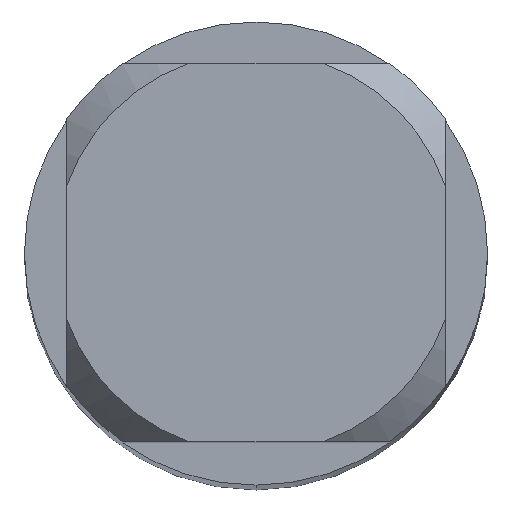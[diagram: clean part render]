
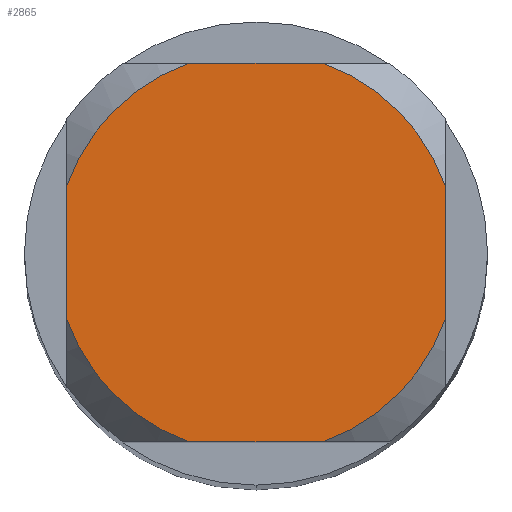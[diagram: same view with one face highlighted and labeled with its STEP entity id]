
A CAD part, top view. The second image highlights one B-rep face of the part: STEP entity #2865.
In plain terms, the highlighted planar face has unit normal (0, 0, 1).
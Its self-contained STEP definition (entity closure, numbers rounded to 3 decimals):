
#1413=VERTEX_POINT('',#3982);
#1459=EDGE_CURVE('',#2821,#2539,#4030,.T.);
#1579=VERTEX_POINT('',#4160);
#1733=EDGE_CURVE('',#2681,#2883,#4328,.T.);
#1817=VERTEX_POINT('',#4420);
#2095=EDGE_CURVE('',#1579,#2883,#4725,.T.);
#2255=VERTEX_POINT('',#4903);
#2431=EDGE_CURVE('',#1817,#2255,#5106,.T.);
#2539=VERTEX_POINT('',#5221);
#2681=VERTEX_POINT('',#5376);
#2773=EDGE_CURVE('',#1579,#1413,#5477,.T.);
#2821=VERTEX_POINT('',#5529);
#2865=ADVANCED_FACE('',(#5578),#5579,.T.);
#2883=VERTEX_POINT('',#5601);
#3459=EDGE_CURVE('',#1817,#1413,#6222,.T.);
#3587=EDGE_CURVE('',#2681,#2539,#6359,.T.);
#3727=EDGE_CURVE('',#2821,#2255,#6509,.T.);
#3982=CARTESIAN_POINT('',(-2.45,-0.87,0.0));
#4030=LINE('',#7023,#7024);
#4160=CARTESIAN_POINT('',(-2.45,0.87,0.0));
#4328=LINE('',#7826,#7827);
#4420=CARTESIAN_POINT('',(-0.87,-2.45,0.0));
#4725=CIRCLE('',#8807,2.6);
#4903=CARTESIAN_POINT('',(0.87,-2.45,0.0));
#5106=LINE('',#9869,#9870);
#5221=CARTESIAN_POINT('',(2.45,0.87,0.0));
#5376=CARTESIAN_POINT('',(0.87,2.45,0.0));
#5477=LINE('',#10633,#10634);
#5529=CARTESIAN_POINT('',(2.45,-0.87,0.0));
#5578=FACE_OUTER_BOUND('',#10825,.T.);
#5579=PLANE('',#10826);
#5601=CARTESIAN_POINT('',(-0.87,2.45,0.0));
#6222=CIRCLE('',#13139,2.6);
#6359=CIRCLE('',#13670,2.6);
#6509=CIRCLE('',#14037,2.6);
#7023=CARTESIAN_POINT('',(2.45,0.65,0.0));
#7024=VECTOR('',#14480,1.0);
#7826=CARTESIAN_POINT('',(0.0,2.45,0.0));
#7827=VECTOR('',#14743,1.0);
#8807=AXIS2_PLACEMENT_3D('',#15163,#15164,#15165);
#9869=CARTESIAN_POINT('',(0.0,-2.45,0.0));
#9870=VECTOR('',#15706,1.0);
#10633=CARTESIAN_POINT('',(-2.45,0.65,0.0));
#10634=VECTOR('',#16094,1.0);
#10825=EDGE_LOOP('',(#16215,#16216,#16217,#16218,#16219,#16220,#16221,#16222));
#10826=AXIS2_PLACEMENT_3D('',#16223,#16224,#16225);
#13139=AXIS2_PLACEMENT_3D('',#16977,#16978,#16979);
#13670=AXIS2_PLACEMENT_3D('',#17097,#17098,#17099);
#14037=AXIS2_PLACEMENT_3D('',#17257,#17258,#17259);
#14480=DIRECTION('',(-0.0,1.0,0.0));
#14743=DIRECTION('',(-1.0,0.0,0.0));
#15163=CARTESIAN_POINT('',(0.0,0.0,0.0));
#15164=DIRECTION('',(0.0,0.0,-1.0));
#15165=DIRECTION('',(0.0,1.0,0.0));
#15706=DIRECTION('',(1.0,0.0,0.0));
#16094=DIRECTION('',(-0.0,-1.0,0.0));
#16215=ORIENTED_EDGE('',*,*,#2773,.T.);
#16216=ORIENTED_EDGE('',*,*,#3459,.F.);
#16217=ORIENTED_EDGE('',*,*,#2431,.T.);
#16218=ORIENTED_EDGE('',*,*,#3727,.F.);
#16219=ORIENTED_EDGE('',*,*,#1459,.T.);
#16220=ORIENTED_EDGE('',*,*,#3587,.F.);
#16221=ORIENTED_EDGE('',*,*,#1733,.T.);
#16222=ORIENTED_EDGE('',*,*,#2095,.F.);
#16223=CARTESIAN_POINT('',(0.0,1.3,0.0));
#16224=DIRECTION('',(-0.0,0.0,1.0));
#16225=DIRECTION('',(0.0,-1.0,0.0));
#16977=CARTESIAN_POINT('',(0.0,0.0,0.0));
#16978=DIRECTION('',(0.0,0.0,-1.0));
#16979=DIRECTION('',(0.0,1.0,0.0));
#17097=CARTESIAN_POINT('',(0.0,0.0,0.0));
#17098=DIRECTION('',(0.0,0.0,-1.0));
#17099=DIRECTION('',(0.0,1.0,0.0));
#17257=CARTESIAN_POINT('',(0.0,0.0,0.0));
#17258=DIRECTION('',(0.0,0.0,-1.0));
#17259=DIRECTION('',(0.0,1.0,0.0));
